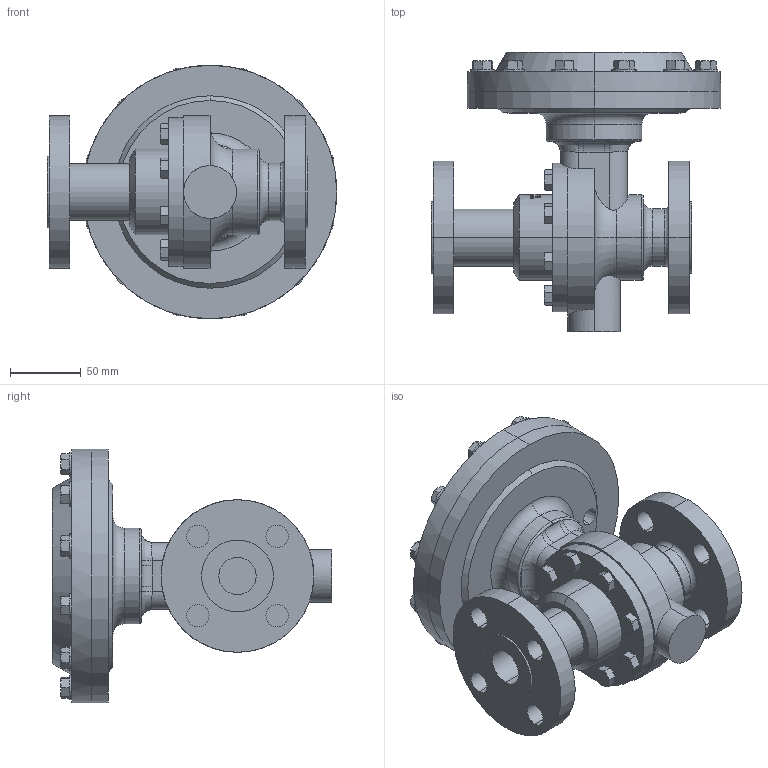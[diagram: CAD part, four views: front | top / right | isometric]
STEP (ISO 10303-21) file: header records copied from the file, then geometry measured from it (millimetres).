
FILE_DESCRIPTION (( 'STEP AP203' ), '1' );
FILE_NAME ('56-100-CS+S6-I5.step', '2017-10-04T15:17:57', ( '' ), ( '' ), 'SwSTEP 2.0', 'SolidWorks 2014', '' );
FILE_SCHEMA (( 'CONFIG_CONTROL_DESIGN' ));
Length unit declared in the file: inch
Products named in the file (1): 56-100-CS+S6-I5
Bounding box: 204.81 x 197.45 x 179.32 mm (x, y, z)
Volume: 1772906 mm3; surface area: 183138.2 mm2
Topology: 1 solids, 1 shells, 554 faces, 1318 edges, 819 vertices
Faces by surface type: plane 224, cone 130, cylinder 96, bspline 91, torus 13
Entity records: 29318 total; most frequent: CARTESIAN_POINT 17266, ORIENTED_EDGE 2636, DIRECTION 2206, EDGE_CURVE 1318, AXIS2_PLACEMENT_3D 860, VERTEX_POINT 819, EDGE_LOOP 615, ADVANCED_FACE 554
